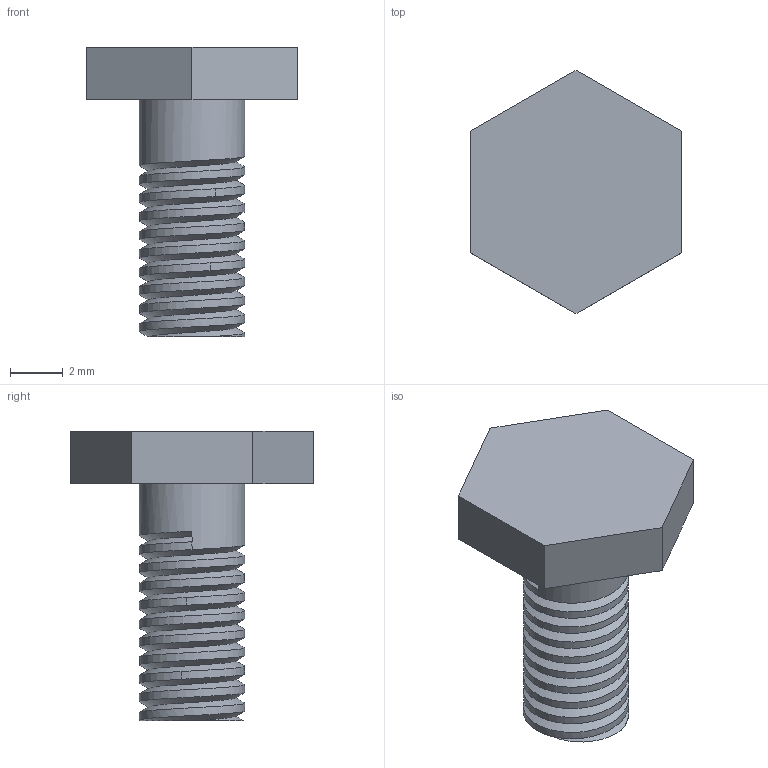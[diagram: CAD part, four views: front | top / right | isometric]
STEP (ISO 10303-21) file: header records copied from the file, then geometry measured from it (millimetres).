
FILE_DESCRIPTION(('STEP AP203'), '1');
FILE_NAME('櫻蠉錪 搿錓 M4x9', '', ('UNSPECIFIED'), ('UNSPECIFIED'), 'C3D Converter', 'C3D Toolkit', '');
FILE_SCHEMA(('CONFIG_CONTROL_DESIGN'));
Length unit declared in the file: millimetre
Bounding box: 8 x 9.24 x 11 mm (x, y, z)
Volume: 215.6 mm3; surface area: 320.2 mm2
Topology: 1 solids, 1 shells, 21 faces, 55 edges, 38 vertices
Faces by surface type: plane 10, cylinder 9, bspline 2
Full cylindrical faces by diameter (mm): 4 x1
Entity records: 5764 total; most frequent: CARTESIAN_POINT 5123, ORIENTED_EDGE 100, DIRECTION 69, EDGE_CURVE 50, VERTEX_POINT 34, LINE 27, VECTOR 27, COLOUR_RGB 22
